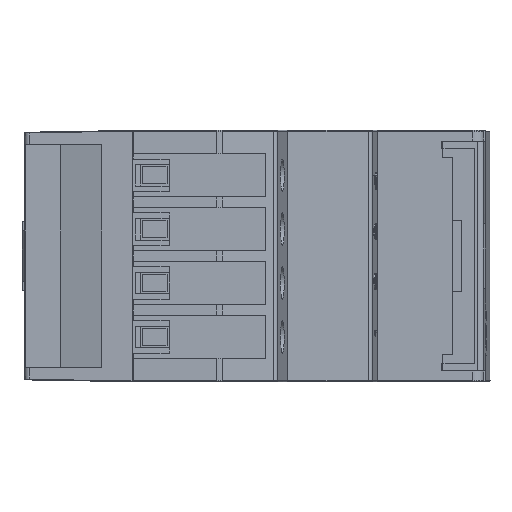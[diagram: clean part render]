
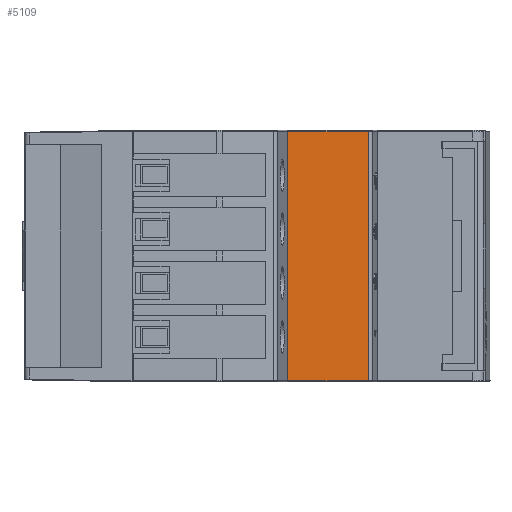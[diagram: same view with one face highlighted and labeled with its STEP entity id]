
A CAD part, front view. The second image highlights one B-rep face of the part: STEP entity #5109.
In plain terms, the highlighted planar face has unit normal (0.043, -0.999, 0).
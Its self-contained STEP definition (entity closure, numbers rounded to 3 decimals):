
#5109=ADVANCED_FACE('',(#30922),#30924,.T.);
#30922=FACE_BOUND('',#30923,.T.);
#30923=EDGE_LOOP('',(#69824,#69825,#69826,#69827));
#30924=PLANE('',#30925);
#30925=AXIS2_PLACEMENT_3D('',#30926,#30927,#30928);
#30926=CARTESIAN_POINT('',(0.,-31.,0.));
#30927=DIRECTION('',(0.043,-0.999,0.));
#30928=DIRECTION('',(0.999,0.043,0.));
#69824=ORIENTED_EDGE('',*,*,#75959,.T.);
#69825=ORIENTED_EDGE('',*,*,#75756,.F.);
#69826=ORIENTED_EDGE('',*,*,#76205,.F.);
#69827=ORIENTED_EDGE('',*,*,#75785,.T.);
#75756=EDGE_CURVE('',#80881,#80884,#80886,.T.);
#75785=EDGE_CURVE('',#80924,#80921,#80925,.T.);
#75959=EDGE_CURVE('',#80921,#80884,#81190,.T.);
#76205=EDGE_CURVE('',#80924,#80881,#81590,.T.);
#80881=VERTEX_POINT('',#90782);
#80884=VERTEX_POINT('',#90790);
#80886=LINE('',#90795,#90796);
#80921=VERTEX_POINT('',#90894);
#80924=VERTEX_POINT('',#90903);
#80925=LINE('',#90904,#90905);
#81190=LINE('',#91832,#91833);
#81590=LINE('',#92742,#92743);
#90782=CARTESIAN_POINT('',(0.,-31.,34.85));
#90790=CARTESIAN_POINT('',(11.224,-30.522,34.85));
#90795=CARTESIAN_POINT('',(0.,-31.,34.85));
#90796=VECTOR('',#90797,1.);
#90797=DIRECTION('',(0.999,0.043,0.));
#90894=CARTESIAN_POINT('',(11.224,-30.522,0.15));
#90903=CARTESIAN_POINT('',(0.,-31.,0.15));
#90904=CARTESIAN_POINT('',(0.,-31.,0.15));
#90905=VECTOR('',#90906,1.);
#90906=DIRECTION('',(0.999,0.043,0.));
#91832=CARTESIAN_POINT('',(11.224,-30.522,0.15));
#91833=VECTOR('',#91834,1.);
#91834=DIRECTION('',(0.,0.,1.));
#92742=CARTESIAN_POINT('',(0.,-31.,0.15));
#92743=VECTOR('',#92744,1.);
#92744=DIRECTION('',(0.,0.,1.));
